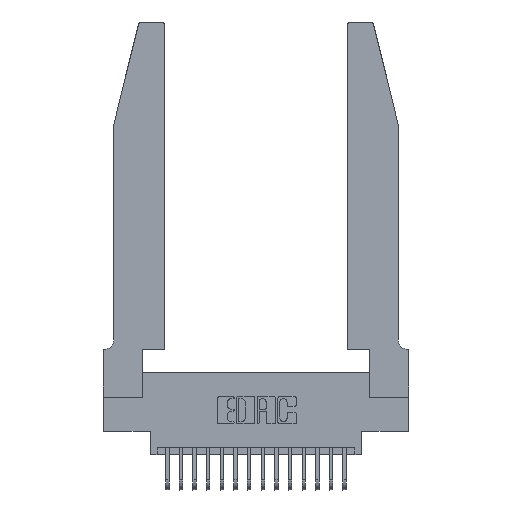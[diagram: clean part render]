
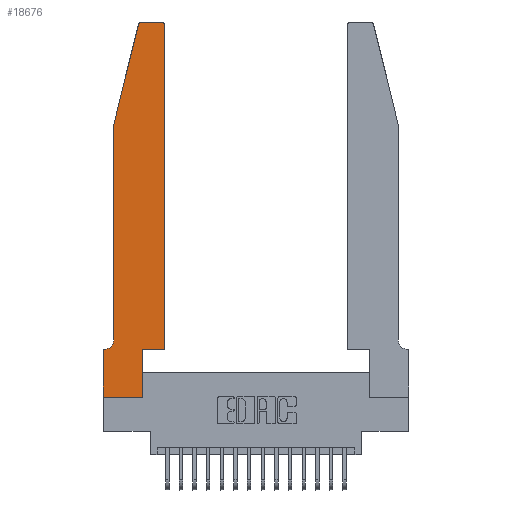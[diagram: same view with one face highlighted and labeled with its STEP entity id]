
A CAD part, top view. The second image highlights one B-rep face of the part: STEP entity #18676.
In plain terms, the highlighted planar face has unit normal (0, 0, 1).
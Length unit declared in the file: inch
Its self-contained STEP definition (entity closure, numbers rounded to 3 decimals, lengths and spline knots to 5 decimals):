
#69 = CARTESIAN_POINT ( 'NONE',  ( 0.2865, 0., 0.37 ) ) ;
#128 = EDGE_CURVE ( 'NONE', #4875, #11447, #9502, .T. ) ;
#292 = ORIENTED_EDGE ( 'NONE', *, *, #9440, .T. ) ;
#509 = VECTOR ( 'NONE', #12095, 39.37008 ) ;
#913 = ORIENTED_EDGE ( 'NONE', *, *, #16035, .T. ) ;
#1010 = ORIENTED_EDGE ( 'NONE', *, *, #16382, .T. ) ;
#1075 = DIRECTION ( 'NONE',  ( 0., 0., 1. ) ) ;
#1433 = AXIS2_PLACEMENT_3D ( 'NONE', #3999, #15454, #5664 ) ;
#1887 = DIRECTION ( 'NONE',  ( 1., 0., 0. ) ) ;
#1999 = LINE ( 'NONE', #19652, #10283 ) ;
#2045 = DIRECTION ( 'NONE',  ( 0., -1., 0. ) ) ;
#2838 = ORIENTED_EDGE ( 'NONE', *, *, #5266, .T. ) ;
#3562 = DIRECTION ( 'NONE',  ( 1., 0., 0. ) ) ;
#3836 = EDGE_CURVE ( 'NONE', #18623, #4875, #6675, .T. ) ;
#3886 = CARTESIAN_POINT ( 'NONE',  ( 0.4505, 0.35, 0.37 ) ) ;
#3999 = CARTESIAN_POINT ( 'NONE',  ( 0.284, 2.72, 0.37 ) ) ;
#4584 = ORIENTED_EDGE ( 'NONE', *, *, #10526, .T. ) ;
#4875 = VERTEX_POINT ( 'NONE', #12913 ) ;
#5063 = CARTESIAN_POINT ( 'NONE',  ( 0.284, 2.75, 0.37 ) ) ;
#5065 = EDGE_CURVE ( 'NONE', #9046, #6936, #9160, .T. ) ;
#5076 = LINE ( 'NONE', #15025, #13266 ) ;
#5227 = DIRECTION ( 'NONE',  ( -0.239, -0.971, 0. ) ) ;
#5266 = EDGE_CURVE ( 'NONE', #6936, #5768, #5577, .T. ) ;
#5577 = LINE ( 'NONE', #12329, #14283 ) ;
#5664 = DIRECTION ( 'NONE',  ( 1., 0., 0. ) ) ;
#5738 = DIRECTION ( 'NONE',  ( 0., 1., 0. ) ) ;
#5768 = VERTEX_POINT ( 'NONE', #20061 ) ;
#5784 = EDGE_CURVE ( 'NONE', #12660, #12637, #13243, .T. ) ;
#6329 = VERTEX_POINT ( 'NONE', #18346 ) ;
#6600 = LINE ( 'NONE', #9433, #14784 ) ;
#6675 = LINE ( 'NONE', #11954, #18616 ) ;
#6936 = VERTEX_POINT ( 'NONE', #69 ) ;
#7181 = DIRECTION ( 'NONE',  ( 1., 0., 0. ) ) ;
#7617 = CIRCLE ( 'NONE', #12484, 0.03 ) ;
#7716 = CARTESIAN_POINT ( 'NONE',  ( 0., 0.35, 0.37 ) ) ;
#7857 = DIRECTION ( 'NONE',  ( 0., -1., 0. ) ) ;
#8467 = PLANE ( 'NONE',  #14920 ) ;
#8624 = VERTEX_POINT ( 'NONE', #18196 ) ;
#9046 = VERTEX_POINT ( 'NONE', #11033 ) ;
#9160 = LINE ( 'NONE', #13402, #14040 ) ;
#9186 = EDGE_CURVE ( 'NONE', #11447, #14544, #1999, .T. ) ;
#9433 = CARTESIAN_POINT ( 'NONE',  ( 0., 0., 0.37 ) ) ;
#9440 = EDGE_CURVE ( 'NONE', #6329, #20330, #10533, .T. ) ;
#9502 = CIRCLE ( 'NONE', #15694, 0.07 ) ;
#9872 = VECTOR ( 'NONE', #7181, 39.37008 ) ;
#10007 = CARTESIAN_POINT ( 'NONE',  ( 0.0755, 2., 0.37 ) ) ;
#10151 = CARTESIAN_POINT ( 'NONE',  ( 0., 0.35, 0.37 ) ) ;
#10283 = VECTOR ( 'NONE', #21259, 39.37008 ) ;
#10398 = LINE ( 'NONE', #18553, #9872 ) ;
#10526 = EDGE_CURVE ( 'NONE', #20330, #8624, #16083, .T. ) ;
#10533 = LINE ( 'NONE', #20410, #14871 ) ;
#10571 = ORIENTED_EDGE ( 'NONE', *, *, #16417, .T. ) ;
#11025 = CARTESIAN_POINT ( 'NONE',  ( 0.4205, 2.72, 0.37 ) ) ;
#11033 = CARTESIAN_POINT ( 'NONE',  ( 0., 0., 0.37 ) ) ;
#11447 = VERTEX_POINT ( 'NONE', #21024 ) ;
#11815 = DIRECTION ( 'NONE',  ( 0., 0., 1. ) ) ;
#11954 = CARTESIAN_POINT ( 'NONE',  ( 0.0755, 2., 0.37 ) ) ;
#12095 = DIRECTION ( 'NONE',  ( 0., 1., 0. ) ) ;
#12329 = CARTESIAN_POINT ( 'NONE',  ( 0.2865, 0.35, 0.37 ) ) ;
#12386 = DIRECTION ( 'NONE',  ( -1., 0., 0. ) ) ;
#12484 = AXIS2_PLACEMENT_3D ( 'NONE', #11025, #1075, #12667 ) ;
#12637 = VERTEX_POINT ( 'NONE', #16071 ) ;
#12660 = VERTEX_POINT ( 'NONE', #14518 ) ;
#12667 = DIRECTION ( 'NONE',  ( 1., 0., 0. ) ) ;
#12913 = CARTESIAN_POINT ( 'NONE',  ( 0.0755, 0.42, 0.37 ) ) ;
#13243 = LINE ( 'NONE', #3886, #509 ) ;
#13266 = VECTOR ( 'NONE', #5227, 39.37008 ) ;
#13402 = CARTESIAN_POINT ( 'NONE',  ( 0., 0., 0.37 ) ) ;
#13648 = ORIENTED_EDGE ( 'NONE', *, *, #17389, .T. ) ;
#13849 = EDGE_LOOP ( 'NONE', ( #292, #4584, #913, #14621, #14130, #15668, #10571, #19681, #2838, #13648, #17487, #1010 ) ) ;
#14040 = VECTOR ( 'NONE', #3562, 39.37008 ) ;
#14130 = ORIENTED_EDGE ( 'NONE', *, *, #128, .T. ) ;
#14283 = VECTOR ( 'NONE', #5738, 39.37008 ) ;
#14518 = CARTESIAN_POINT ( 'NONE',  ( 0.4505, 0.35, 0.37 ) ) ;
#14544 = VERTEX_POINT ( 'NONE', #7716 ) ;
#14621 = ORIENTED_EDGE ( 'NONE', *, *, #3836, .T. ) ;
#14784 = VECTOR ( 'NONE', #7857, 39.37008 ) ;
#14871 = VECTOR ( 'NONE', #12386, 39.37008 ) ;
#14920 = AXIS2_PLACEMENT_3D ( 'NONE', #10151, #11815, #1887 ) ;
#15025 = CARTESIAN_POINT ( 'NONE',  ( 0.0755, 2., 0.37 ) ) ;
#15454 = DIRECTION ( 'NONE',  ( 0., 0., 1. ) ) ;
#15668 = ORIENTED_EDGE ( 'NONE', *, *, #9186, .T. ) ;
#15694 = AXIS2_PLACEMENT_3D ( 'NONE', #17935, #17851, #17780 ) ;
#16035 = EDGE_CURVE ( 'NONE', #8624, #18623, #5076, .T. ) ;
#16071 = CARTESIAN_POINT ( 'NONE',  ( 0.4505, 2.72, 0.37 ) ) ;
#16083 = CIRCLE ( 'NONE', #1433, 0.03 ) ;
#16382 = EDGE_CURVE ( 'NONE', #12637, #6329, #7617, .T. ) ;
#16417 = EDGE_CURVE ( 'NONE', #14544, #9046, #6600, .T. ) ;
#17389 = EDGE_CURVE ( 'NONE', #5768, #12660, #10398, .T. ) ;
#17487 = ORIENTED_EDGE ( 'NONE', *, *, #5784, .T. ) ;
#17780 = DIRECTION ( 'NONE',  ( -1., 0., 0. ) ) ;
#17851 = DIRECTION ( 'NONE',  ( 0., 0., -1. ) ) ;
#17935 = CARTESIAN_POINT ( 'NONE',  ( 0.0055, 0.42, 0.37 ) ) ;
#18196 = CARTESIAN_POINT ( 'NONE',  ( 0.25487, 2.72718, 0.37 ) ) ;
#18346 = CARTESIAN_POINT ( 'NONE',  ( 0.4205, 2.75, 0.37 ) ) ;
#18553 = CARTESIAN_POINT ( 'NONE',  ( 0.4505, 0.35, 0.37 ) ) ;
#18616 = VECTOR ( 'NONE', #2045, 39.37008 ) ;
#18623 = VERTEX_POINT ( 'NONE', #10007 ) ;
#18676 = ADVANCED_FACE ( 'NONE', ( #20954 ), #8467, .T. ) ;
#19652 = CARTESIAN_POINT ( 'NONE',  ( 0.0755, 0.35, 0.37 ) ) ;
#19681 = ORIENTED_EDGE ( 'NONE', *, *, #5065, .T. ) ;
#20061 = CARTESIAN_POINT ( 'NONE',  ( 0.2865, 0.35, 0.37 ) ) ;
#20330 = VERTEX_POINT ( 'NONE', #5063 ) ;
#20410 = CARTESIAN_POINT ( 'NONE',  ( 0.2605, 2.75, 0.37 ) ) ;
#20954 = FACE_OUTER_BOUND ( 'NONE', #13849, .T. ) ;
#21024 = CARTESIAN_POINT ( 'NONE',  ( 0.0055, 0.35, 0.37 ) ) ;
#21259 = DIRECTION ( 'NONE',  ( -1., 0., 0. ) ) ;
